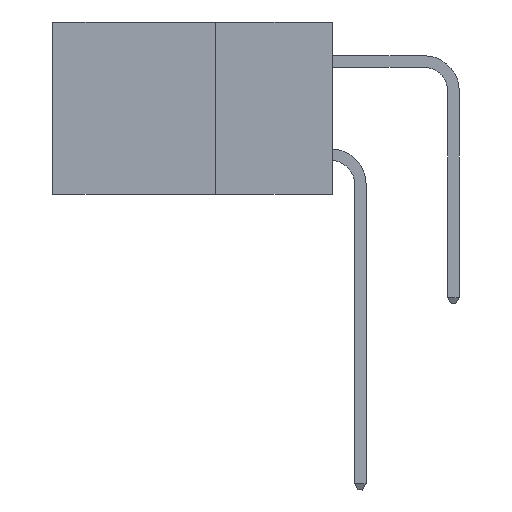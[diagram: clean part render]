
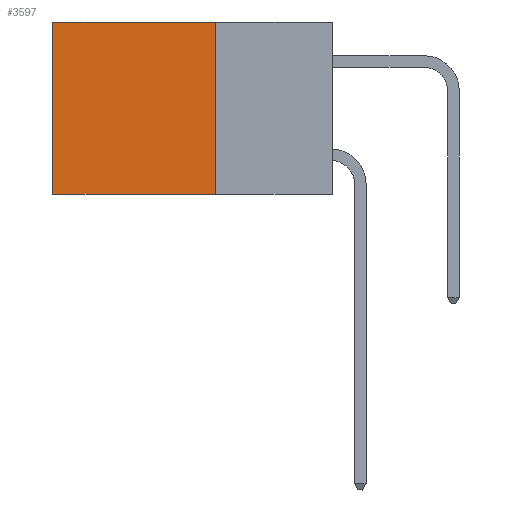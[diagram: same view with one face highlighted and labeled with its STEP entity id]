
A CAD part, left-side view. The second image highlights one B-rep face of the part: STEP entity #3597.
In plain terms, the highlighted planar face has unit normal (-1, 0, 0).
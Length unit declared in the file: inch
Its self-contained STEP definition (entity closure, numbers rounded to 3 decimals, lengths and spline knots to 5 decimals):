
#731 = EDGE_CURVE ( 'NONE', #8037, #5057, #2547, .T. ) ;
#823 = EDGE_CURVE ( 'NONE', #8037, #6170, #6255, .T. ) ;
#996 = VECTOR ( 'NONE', #1698, 39.37008 ) ;
#1502 = ORIENTED_EDGE ( 'NONE', *, *, #4609, .T. ) ;
#1636 = EDGE_LOOP ( 'NONE', ( #1502, #3072, #5165, #9423 ) ) ;
#1698 = DIRECTION ( 'NONE',  ( 0., 1., 0. ) ) ;
#1733 = CARTESIAN_POINT ( 'NONE',  ( 0.2615, 0.25, -0.37 ) ) ;
#1956 = VECTOR ( 'NONE', #5749, 39.37008 ) ;
#2377 = CARTESIAN_POINT ( 'NONE',  ( 0.2615, 0.6, 0. ) ) ;
#2444 = VERTEX_POINT ( 'NONE', #3029 ) ;
#2547 = LINE ( 'NONE', #4801, #1956 ) ;
#2963 = PLANE ( 'NONE',  #4176 ) ;
#3029 = CARTESIAN_POINT ( 'NONE',  ( 0.2615, 0.6, -0.37 ) ) ;
#3072 = ORIENTED_EDGE ( 'NONE', *, *, #3448, .F. ) ;
#3402 = CARTESIAN_POINT ( 'NONE',  ( 0.2615, 0.6, -0.37 ) ) ;
#3448 = EDGE_CURVE ( 'NONE', #5057, #2444, #8959, .T. ) ;
#3597 = ADVANCED_FACE ( 'NONE', ( #3761 ), #2963, .F. ) ;
#3761 = FACE_OUTER_BOUND ( 'NONE', #1636, .T. ) ;
#3991 = DIRECTION ( 'NONE',  ( 0., 1., 0. ) ) ;
#4176 = AXIS2_PLACEMENT_3D ( 'NONE', #6973, #6327, #9692 ) ;
#4609 = EDGE_CURVE ( 'NONE', #6170, #2444, #7431, .T. ) ;
#4801 = CARTESIAN_POINT ( 'NONE',  ( 0.2615, 0.25, -0.37 ) ) ;
#5057 = VERTEX_POINT ( 'NONE', #1733 ) ;
#5165 = ORIENTED_EDGE ( 'NONE', *, *, #731, .F. ) ;
#5717 = CARTESIAN_POINT ( 'NONE',  ( 0.2615, 0.25, 0. ) ) ;
#5749 = DIRECTION ( 'NONE',  ( 0., 0., -1. ) ) ;
#6170 = VERTEX_POINT ( 'NONE', #2377 ) ;
#6255 = LINE ( 'NONE', #9431, #9949 ) ;
#6327 = DIRECTION ( 'NONE',  ( 1., 0., 0. ) ) ;
#6615 = DIRECTION ( 'NONE',  ( 0., 0., -1. ) ) ;
#6973 = CARTESIAN_POINT ( 'NONE',  ( 0.2615, 0.25, -0.37 ) ) ;
#7431 = LINE ( 'NONE', #3402, #7694 ) ;
#7449 = CARTESIAN_POINT ( 'NONE',  ( 0.2615, 0.25, -0.37 ) ) ;
#7694 = VECTOR ( 'NONE', #6615, 39.37008 ) ;
#8037 = VERTEX_POINT ( 'NONE', #5717 ) ;
#8959 = LINE ( 'NONE', #7449, #996 ) ;
#9423 = ORIENTED_EDGE ( 'NONE', *, *, #823, .T. ) ;
#9431 = CARTESIAN_POINT ( 'NONE',  ( 0.2615, 0.25, 0. ) ) ;
#9692 = DIRECTION ( 'NONE',  ( 0., 0., -1. ) ) ;
#9949 = VECTOR ( 'NONE', #3991, 39.37008 ) ;
